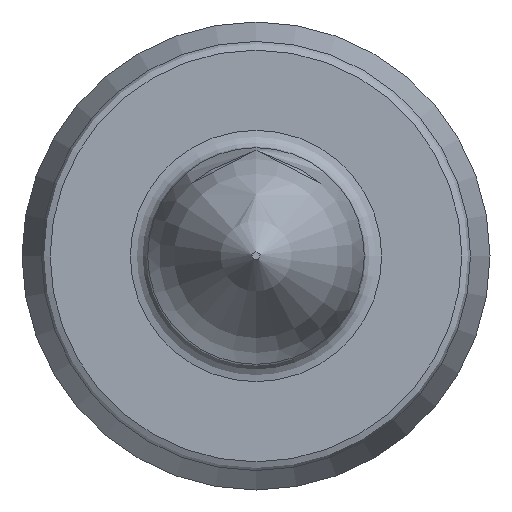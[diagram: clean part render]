
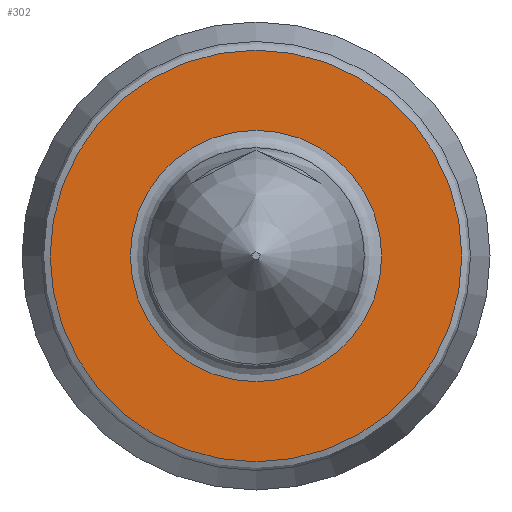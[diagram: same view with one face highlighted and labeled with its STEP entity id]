
A CAD part, left-side view. The second image highlights one B-rep face of the part: STEP entity #302.
In plain terms, the highlighted planar face has unit normal (-1, 0, 0).
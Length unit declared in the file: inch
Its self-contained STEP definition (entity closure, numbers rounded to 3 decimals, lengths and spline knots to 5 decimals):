
#2 = EDGE_CURVE ( 'NONE', #362, #362, #89, .T. ) ;
#81 = DIRECTION ( 'NONE',  ( -1., 0., 0. ) ) ;
#89 = CIRCLE ( 'NONE', #442, 0.02375 ) ;
#144 = ORIENTED_EDGE ( 'NONE', *, *, #2, .T. ) ;
#215 = DIRECTION ( 'NONE',  ( 1., 0., 0. ) ) ;
#236 = DIRECTION ( 'NONE',  ( 0., 0., 1. ) ) ;
#288 = CIRCLE ( 'NONE', #692, 0.0145 ) ;
#290 = CARTESIAN_POINT ( 'NONE',  ( 0.105, 0., -0.02375 ) ) ;
#302 = ADVANCED_FACE ( 'NONE', ( #652, #713 ), #371, .F. ) ;
#303 = DIRECTION ( 'NONE',  ( -1., 0., 0. ) ) ;
#325 = CARTESIAN_POINT ( 'NONE',  ( 0.105, 0.0145, 0. ) ) ;
#362 = VERTEX_POINT ( 'NONE', #290 ) ;
#371 = PLANE ( 'NONE',  #415 ) ;
#373 = DIRECTION ( 'NONE',  ( 0., 0., -1. ) ) ;
#398 = EDGE_LOOP ( 'NONE', ( #617 ) ) ;
#415 = AXIS2_PLACEMENT_3D ( 'NONE', #325, #215, #373 ) ;
#425 = VERTEX_POINT ( 'NONE', #709 ) ;
#442 = AXIS2_PLACEMENT_3D ( 'NONE', #626, #303, #691 ) ;
#531 = EDGE_LOOP ( 'NONE', ( #144 ) ) ;
#617 = ORIENTED_EDGE ( 'NONE', *, *, #712, .F. ) ;
#626 = CARTESIAN_POINT ( 'NONE',  ( 0.105, 0., 0. ) ) ;
#637 = CARTESIAN_POINT ( 'NONE',  ( 0.105, 0., 0. ) ) ;
#652 = FACE_OUTER_BOUND ( 'NONE', #531, .T. ) ;
#691 = DIRECTION ( 'NONE',  ( 0., 0., -1. ) ) ;
#692 = AXIS2_PLACEMENT_3D ( 'NONE', #637, #81, #236 ) ;
#709 = CARTESIAN_POINT ( 'NONE',  ( 0.105, 0., 0.0145 ) ) ;
#712 = EDGE_CURVE ( 'NONE', #425, #425, #288, .T. ) ;
#713 = FACE_BOUND ( 'NONE', #398, .T. ) ;
